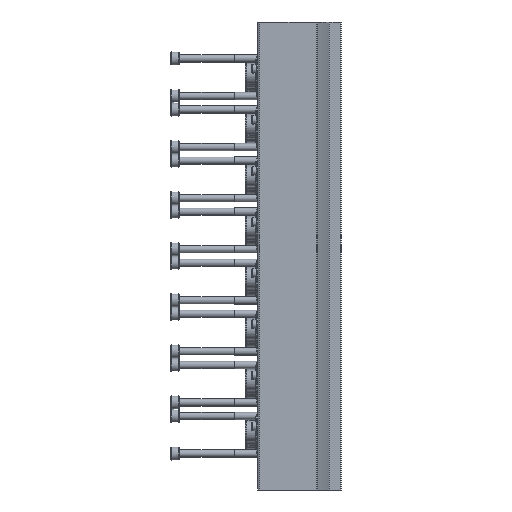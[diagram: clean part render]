
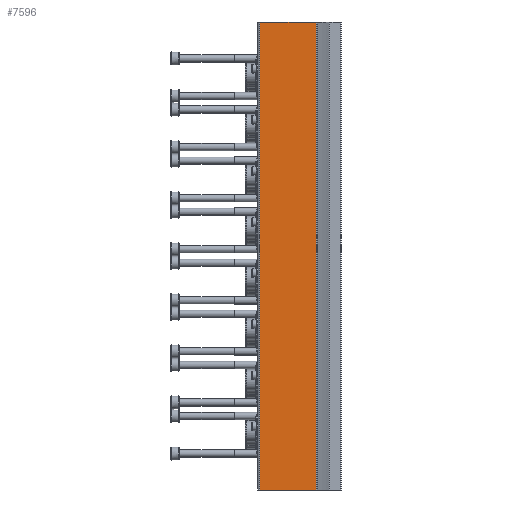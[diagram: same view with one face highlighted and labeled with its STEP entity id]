
A CAD part, left-side view. The second image highlights one B-rep face of the part: STEP entity #7596.
In plain terms, the highlighted planar face has unit normal (-1, 0, 0).
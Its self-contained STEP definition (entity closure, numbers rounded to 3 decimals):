
#339=PLANE('',#8173);
#1156=ORIENTED_EDGE('',*,*,#3132,.F.);
#1157=ORIENTED_EDGE('',*,*,#3131,.F.);
#1158=ORIENTED_EDGE('',*,*,#3133,.T.);
#1159=ORIENTED_EDGE('',*,*,#3134,.T.);
#3131=EDGE_CURVE('',#4119,#4117,#4812,.T.);
#3132=EDGE_CURVE('',#4117,#4120,#4813,.T.);
#3133=EDGE_CURVE('',#4119,#4121,#4814,.T.);
#3134=EDGE_CURVE('',#4121,#4120,#4815,.T.);
#4117=VERTEX_POINT('',#12238);
#4119=VERTEX_POINT('',#12242);
#4120=VERTEX_POINT('',#12246);
#4121=VERTEX_POINT('',#12248);
#4812=LINE('',#12243,#5316);
#4813=LINE('',#12245,#5317);
#4814=LINE('',#12247,#5318);
#4815=LINE('',#12249,#5319);
#5316=VECTOR('',#9185,1000.);
#5317=VECTOR('',#9188,1000.);
#5318=VECTOR('',#9189,1000.);
#5319=VECTOR('',#9190,1000.);
#5834=EDGE_LOOP('',(#1156,#1157,#1158,#1159));
#6649=FACE_BOUND('',#5834,.T.);
#7596=ADVANCED_FACE('',(#6649),#339,.T.);
#8173=AXIS2_PLACEMENT_3D('',#12244,#9186,#9187);
#9185=DIRECTION('',(0.,0.,1.));
#9186=DIRECTION('',(-1.,0.,0.));
#9187=DIRECTION('',(0.,0.,1.));
#9188=DIRECTION('',(0.,-1.,0.));
#9189=DIRECTION('',(0.,-1.,0.));
#9190=DIRECTION('',(0.,0.,1.));
#12238=CARTESIAN_POINT('',(-63.,44.,0.));
#12242=CARTESIAN_POINT('',(-63.,44.,-252.));
#12243=CARTESIAN_POINT('',(-63.,44.,-252.));
#12244=CARTESIAN_POINT('',(-63.,44.,-252.));
#12245=CARTESIAN_POINT('',(-63.,44.,0.));
#12246=CARTESIAN_POINT('',(-63.,13.354,0.));
#12247=CARTESIAN_POINT('',(-63.,44.,-252.));
#12248=CARTESIAN_POINT('',(-63.,13.354,-252.));
#12249=CARTESIAN_POINT('',(-63.,13.354,-252.));
